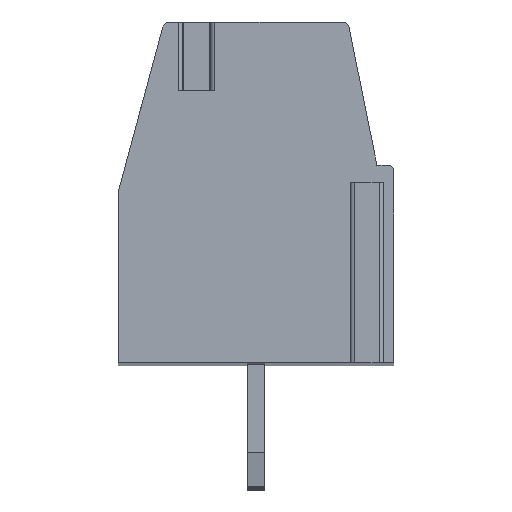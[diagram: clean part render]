
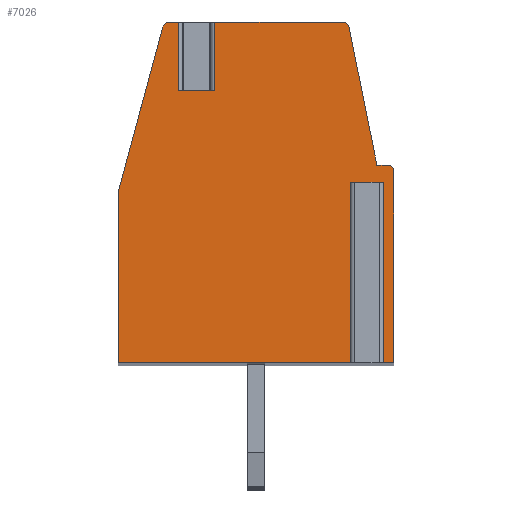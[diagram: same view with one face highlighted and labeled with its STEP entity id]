
A CAD part, top view. The second image highlights one B-rep face of the part: STEP entity #7026.
In plain terms, the highlighted planar face has unit normal (0, 0, 1).
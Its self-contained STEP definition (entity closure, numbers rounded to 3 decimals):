
#294=DIRECTION('',(-1.,0.,0.));
#295=VECTOR('',#294,1.07);
#296=CARTESIAN_POINT('',(-1.21,3.,2.5));
#297=LINE('',#296,#295);
#298=DIRECTION('',(0.,1.,0.));
#299=VECTOR('',#298,2.);
#300=CARTESIAN_POINT('',(-1.21,3.,2.5));
#301=LINE('',#300,#299);
#302=DIRECTION('',(-1.,0.,0.));
#303=VECTOR('',#302,3.746);
#304=CARTESIAN_POINT('',(2.536,5.,2.5));
#305=LINE('',#304,#303);
#306=CARTESIAN_POINT('',(2.536,4.8,2.5));
#307=DIRECTION('',(0.,0.,1.));
#308=DIRECTION('',(0.98,0.198,0.));
#309=AXIS2_PLACEMENT_3D('',#306,#307,#308);
#311=DIRECTION('',(-0.198,0.98,0.));
#312=VECTOR('',#311,4.122);
#313=CARTESIAN_POINT('',(3.55,0.8,2.5));
#314=LINE('',#313,#312);
#315=DIRECTION('',(-1.,0.,0.));
#316=VECTOR('',#315,0.3);
#317=CARTESIAN_POINT('',(3.85,0.8,2.5));
#318=LINE('',#317,#316);
#319=CARTESIAN_POINT('',(3.85,0.6,2.5));
#320=DIRECTION('',(0.,0.,1.));
#321=DIRECTION('',(1.,0.,0.));
#322=AXIS2_PLACEMENT_3D('',#319,#320,#321);
#324=DIRECTION('',(0.,1.,0.));
#325=VECTOR('',#324,5.6);
#326=CARTESIAN_POINT('',(4.05,-5.,2.5));
#327=LINE('',#326,#325);
#328=DIRECTION('',(1.,0.,0.));
#329=VECTOR('',#328,0.495);
#330=CARTESIAN_POINT('',(3.555,-5.,2.5));
#331=LINE('',#330,#329);
#332=DIRECTION('',(0.,1.,0.));
#333=VECTOR('',#332,5.3);
#334=CARTESIAN_POINT('',(3.555,-5.,2.5));
#335=LINE('',#334,#333);
#336=DIRECTION('',(1.,0.,0.));
#337=VECTOR('',#336,0.6);
#338=CARTESIAN_POINT('',(2.955,0.3,2.5));
#339=LINE('',#338,#337);
#340=DIRECTION('',(0.,1.,0.));
#341=VECTOR('',#340,5.3);
#342=CARTESIAN_POINT('',(2.955,-5.,2.5));
#343=LINE('',#342,#341);
#344=DIRECTION('',(1.,0.,0.));
#345=VECTOR('',#344,7.005);
#346=CARTESIAN_POINT('',(-4.05,-5.,2.5));
#347=LINE('',#346,#345);
#348=DIRECTION('',(0.,-1.,0.));
#349=VECTOR('',#348,5.);
#350=CARTESIAN_POINT('',(-4.05,0.,2.5));
#351=LINE('',#350,#349);
#352=DIRECTION('',(-0.261,-0.965,0.));
#353=VECTOR('',#352,5.026);
#354=CARTESIAN_POINT('',(-2.74,4.852,2.5));
#355=LINE('',#354,#353);
#356=CARTESIAN_POINT('',(-2.547,4.8,2.5));
#357=DIRECTION('',(0.,0.,1.));
#358=DIRECTION('',(0.,1.,0.));
#359=AXIS2_PLACEMENT_3D('',#356,#357,#358);
#361=DIRECTION('',(-1.,0.,0.));
#362=VECTOR('',#361,0.267);
#363=CARTESIAN_POINT('',(-2.28,5.,2.5));
#364=LINE('',#363,#362);
#365=DIRECTION('',(0.,1.,0.));
#366=VECTOR('',#365,2.);
#367=CARTESIAN_POINT('',(-2.28,3.,2.5));
#368=LINE('',#367,#366);
#5205=CARTESIAN_POINT('',(4.05,-5.,2.5));
#5206=CARTESIAN_POINT('',(4.05,0.6,2.5));
#5207=VERTEX_POINT('',#5205);
#5208=VERTEX_POINT('',#5206);
#5209=CARTESIAN_POINT('',(3.85,0.8,2.5));
#5210=VERTEX_POINT('',#5209);
#5211=CARTESIAN_POINT('',(3.55,0.8,2.5));
#5212=VERTEX_POINT('',#5211);
#5213=CARTESIAN_POINT('',(2.732,4.84,2.5));
#5214=VERTEX_POINT('',#5213);
#5215=CARTESIAN_POINT('',(2.536,5.,2.5));
#5216=VERTEX_POINT('',#5215);
#5217=CARTESIAN_POINT('',(-2.547,5.,2.5));
#5218=CARTESIAN_POINT('',(-2.74,4.852,2.5));
#5219=VERTEX_POINT('',#5217);
#5220=VERTEX_POINT('',#5218);
#5221=CARTESIAN_POINT('',(-4.05,0.,2.5));
#5222=VERTEX_POINT('',#5221);
#5223=CARTESIAN_POINT('',(-4.05,-5.,2.5));
#5224=VERTEX_POINT('',#5223);
#5241=CARTESIAN_POINT('',(2.955,0.3,2.5));
#5242=CARTESIAN_POINT('',(3.555,0.3,2.5));
#5243=VERTEX_POINT('',#5241);
#5244=VERTEX_POINT('',#5242);
#5245=CARTESIAN_POINT('',(2.955,-5.,2.5));
#5246=VERTEX_POINT('',#5245);
#5247=CARTESIAN_POINT('',(3.555,-5.,2.5));
#5248=VERTEX_POINT('',#5247);
#5317=CARTESIAN_POINT('',(-1.21,3.,2.5));
#5318=CARTESIAN_POINT('',(-2.28,3.,2.5));
#5319=VERTEX_POINT('',#5317);
#5320=VERTEX_POINT('',#5318);
#5321=CARTESIAN_POINT('',(-2.28,5.,2.5));
#5322=VERTEX_POINT('',#5321);
#5323=CARTESIAN_POINT('',(-1.21,5.,2.5));
#5324=VERTEX_POINT('',#5323);
#6986=CARTESIAN_POINT('',(0.,0.,2.5));
#6987=DIRECTION('',(0.,0.,1.));
#6988=DIRECTION('',(1.,0.,0.));
#6989=AXIS2_PLACEMENT_3D('',#6986,#6987,#6988);
#6990=PLANE('',#6989);
#6992=ORIENTED_EDGE('',*,*,#6991,.F.);
#6993=ORIENTED_EDGE('',*,*,#6977,.T.);
#6994=ORIENTED_EDGE('',*,*,#6852,.F.);
#6996=ORIENTED_EDGE('',*,*,#6995,.F.);
#6998=ORIENTED_EDGE('',*,*,#6997,.F.);
#7000=ORIENTED_EDGE('',*,*,#6999,.F.);
#7002=ORIENTED_EDGE('',*,*,#7001,.F.);
#7004=ORIENTED_EDGE('',*,*,#7003,.F.);
#7006=ORIENTED_EDGE('',*,*,#7005,.F.);
#7008=ORIENTED_EDGE('',*,*,#7007,.T.);
#7010=ORIENTED_EDGE('',*,*,#7009,.F.);
#7012=ORIENTED_EDGE('',*,*,#7011,.F.);
#7014=ORIENTED_EDGE('',*,*,#7013,.F.);
#7016=ORIENTED_EDGE('',*,*,#7015,.F.);
#7018=ORIENTED_EDGE('',*,*,#7017,.F.);
#7020=ORIENTED_EDGE('',*,*,#7019,.F.);
#7021=ORIENTED_EDGE('',*,*,#6835,.F.);
#7023=ORIENTED_EDGE('',*,*,#7022,.F.);
#7024=EDGE_LOOP('',(#6992,#6993,#6994,#6996,#6998,#7000,#7002,#7004,#7006,#7008,
#7010,#7012,#7014,#7016,#7018,#7020,#7021,#7023));
#7025=FACE_OUTER_BOUND('',#7024,.F.);
#310=CIRCLE('',#309,0.2);
#323=CIRCLE('',#322,0.2);
#360=CIRCLE('',#359,0.2);
#6835=EDGE_CURVE('',#5322,#5219,#364,.T.);
#6852=EDGE_CURVE('',#5216,#5324,#305,.T.);
#6977=EDGE_CURVE('',#5319,#5324,#301,.T.);
#6991=EDGE_CURVE('',#5319,#5320,#297,.T.);
#6995=EDGE_CURVE('',#5214,#5216,#310,.T.);
#6997=EDGE_CURVE('',#5212,#5214,#314,.T.);
#6999=EDGE_CURVE('',#5210,#5212,#318,.T.);
#7001=EDGE_CURVE('',#5208,#5210,#323,.T.);
#7003=EDGE_CURVE('',#5207,#5208,#327,.T.);
#7005=EDGE_CURVE('',#5248,#5207,#331,.T.);
#7007=EDGE_CURVE('',#5248,#5244,#335,.T.);
#7009=EDGE_CURVE('',#5243,#5244,#339,.T.);
#7011=EDGE_CURVE('',#5246,#5243,#343,.T.);
#7013=EDGE_CURVE('',#5224,#5246,#347,.T.);
#7015=EDGE_CURVE('',#5222,#5224,#351,.T.);
#7017=EDGE_CURVE('',#5220,#5222,#355,.T.);
#7019=EDGE_CURVE('',#5219,#5220,#360,.T.);
#7022=EDGE_CURVE('',#5320,#5322,#368,.T.);
#7026=ADVANCED_FACE('',(#7025),#6990,.T.);
